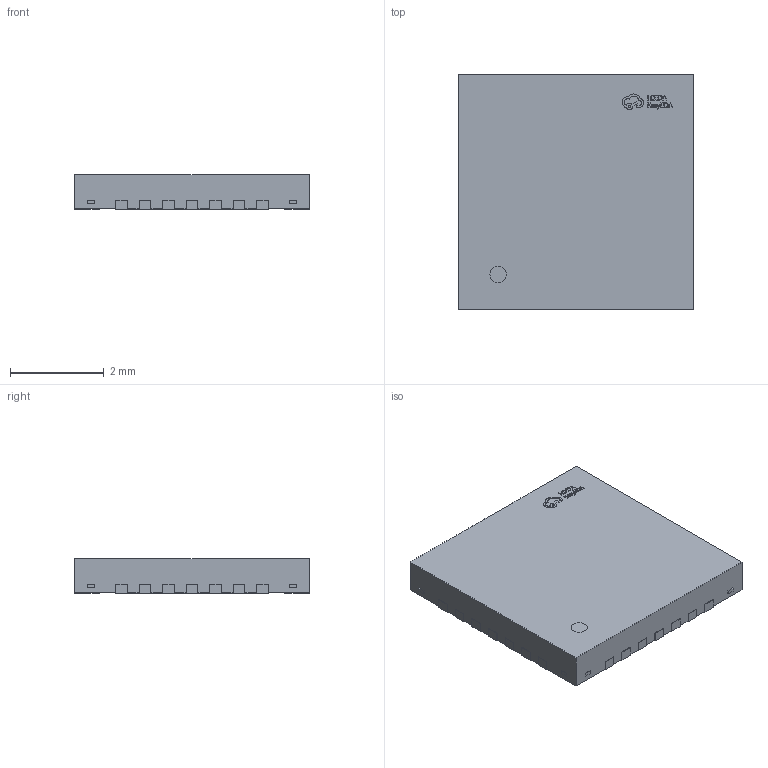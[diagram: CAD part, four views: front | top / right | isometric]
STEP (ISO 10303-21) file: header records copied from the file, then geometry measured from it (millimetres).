
FILE_DESCRIPTION (( 'STEP AP214' ), '1' );
FILE_NAME ('QFN-28_L5.0-W5.0-P0.50-BL-EP3.15.STEP', '2023-12-19T03:48:40', ( '' ), ( '' ), 'SwSTEP 2.0', 'SolidWorks 2020', '' );
FILE_SCHEMA (( 'AUTOMOTIVE_DESIGN' ));
Length unit declared in the file: millimetre
Products named in the file (1): QFN-28_L5.0-W5.0-P0.50-BL-EP3.15
Bounding box: 5.02 x 5.02 x 0.74 mm (x, y, z)
Volume: 18.4 mm3; surface area: 65.4 mm2
Topology: 1 solids, 1 shells, 454 faces, 1269 edges, 846 vertices
Faces by surface type: plane 319, bspline 98, cylinder 37
Entity records: 19987 total; most frequent: CARTESIAN_POINT 3876, ORIENTED_EDGE 2538, DIRECTION 1857, EDGE_CURVE 1269, LINE 995, VECTOR 995, VERTEX_POINT 846, EDGE_LOOP 483
